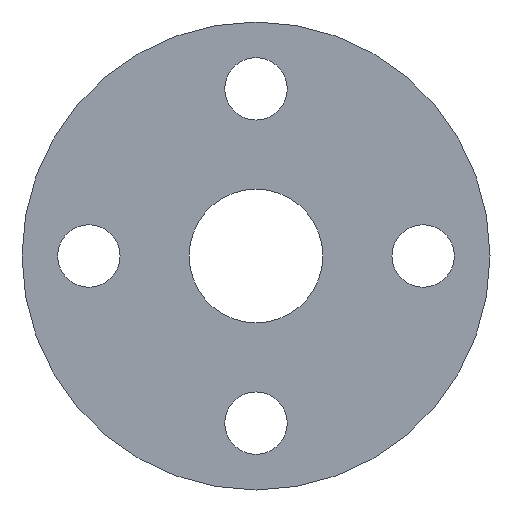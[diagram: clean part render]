
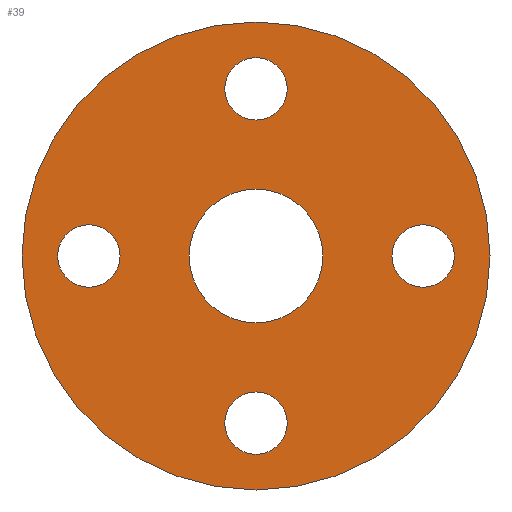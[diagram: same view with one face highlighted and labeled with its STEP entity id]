
A CAD part, front view. The second image highlights one B-rep face of the part: STEP entity #39.
In plain terms, the highlighted planar face has unit normal (0, -1, 0).
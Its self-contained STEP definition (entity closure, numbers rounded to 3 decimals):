
#5 = DIRECTION ( 'NONE',  ( 0., 1., 0. ) ) ;
#13 = DIRECTION ( 'NONE',  ( 0., -1., 0. ) ) ;
#18 = EDGE_LOOP ( 'NONE', ( #224, #398 ) ) ;
#20 = VERTEX_POINT ( 'NONE', #541 ) ;
#24 = VERTEX_POINT ( 'NONE', #458 ) ;
#31 = AXIS2_PLACEMENT_3D ( 'NONE', #329, #226, #59 ) ;
#34 = PLANE ( 'NONE',  #595 ) ;
#36 = ORIENTED_EDGE ( 'NONE', *, *, #535, .F. ) ;
#39 = ADVANCED_FACE ( 'NONE', ( #402, #221, #126, #267, #449, #132 ), #34, .T. ) ;
#40 = CARTESIAN_POINT ( 'NONE',  ( -37.5, 0., 0. ) ) ;
#41 = VERTEX_POINT ( 'NONE', #542 ) ;
#46 = DIRECTION ( 'NONE',  ( 0., 0., -1. ) ) ;
#59 = DIRECTION ( 'NONE',  ( 0., 0., 1. ) ) ;
#68 = VERTEX_POINT ( 'NONE', #162 ) ;
#74 = CARTESIAN_POINT ( 'NONE',  ( 44.5, 0., 0. ) ) ;
#76 = DIRECTION ( 'NONE',  ( 0., 1., 0. ) ) ;
#80 = ORIENTED_EDGE ( 'NONE', *, *, #254, .F. ) ;
#90 = CARTESIAN_POINT ( 'NONE',  ( -52.5, 0., 0. ) ) ;
#100 = CARTESIAN_POINT ( 'NONE',  ( 0., 0., 44.5 ) ) ;
#106 = AXIS2_PLACEMENT_3D ( 'NONE', #468, #5, #549 ) ;
#118 = DIRECTION ( 'NONE',  ( 0., -1., 0. ) ) ;
#124 = CARTESIAN_POINT ( 'NONE',  ( 0., 0., 0. ) ) ;
#126 = FACE_BOUND ( 'NONE', #396, .T. ) ;
#128 = CIRCLE ( 'NONE', #498, 7. ) ;
#130 = CIRCLE ( 'NONE', #106, 52.5 ) ;
#132 = FACE_OUTER_BOUND ( 'NONE', #172, .T. ) ;
#133 = EDGE_CURVE ( 'NONE', #20, #41, #364, .T. ) ;
#151 = DIRECTION ( 'NONE',  ( 0., -1., 0. ) ) ;
#154 = EDGE_CURVE ( 'NONE', #68, #496, #505, .T. ) ;
#162 = CARTESIAN_POINT ( 'NONE',  ( 0., 0., -30.5 ) ) ;
#172 = EDGE_LOOP ( 'NONE', ( #298, #387 ) ) ;
#173 = EDGE_CURVE ( 'NONE', #264, #585, #316, .T. ) ;
#175 = DIRECTION ( 'NONE',  ( 0., -1., 0. ) ) ;
#180 = ORIENTED_EDGE ( 'NONE', *, *, #445, .F. ) ;
#185 = DIRECTION ( 'NONE',  ( 0., -1., 0. ) ) ;
#186 = CIRCLE ( 'NONE', #31, 15. ) ;
#195 = DIRECTION ( 'NONE',  ( 0., -1., 0. ) ) ;
#199 = DIRECTION ( 'NONE',  ( 0., 0., 1. ) ) ;
#214 = CIRCLE ( 'NONE', #490, 7. ) ;
#221 = FACE_BOUND ( 'NONE', #311, .T. ) ;
#224 = ORIENTED_EDGE ( 'NONE', *, *, #320, .T. ) ;
#226 = DIRECTION ( 'NONE',  ( 0., 1., 0. ) ) ;
#231 = CARTESIAN_POINT ( 'NONE',  ( 0., 0., 37.5 ) ) ;
#234 = CIRCLE ( 'NONE', #266, 7. ) ;
#235 = DIRECTION ( 'NONE',  ( 0., 0., 1. ) ) ;
#240 = DIRECTION ( 'NONE',  ( -1., 0., 0. ) ) ;
#250 = VERTEX_POINT ( 'NONE', #74 ) ;
#251 = AXIS2_PLACEMENT_3D ( 'NONE', #124, #76, #443 ) ;
#254 = EDGE_CURVE ( 'NONE', #496, #68, #433, .T. ) ;
#261 = EDGE_LOOP ( 'NONE', ( #180, #573 ) ) ;
#262 = CARTESIAN_POINT ( 'NONE',  ( 0., 0., 15. ) ) ;
#264 = VERTEX_POINT ( 'NONE', #100 ) ;
#266 = AXIS2_PLACEMENT_3D ( 'NONE', #366, #195, #199 ) ;
#267 = FACE_BOUND ( 'NONE', #374, .T. ) ;
#276 = CARTESIAN_POINT ( 'NONE',  ( 37.5, 0., 0. ) ) ;
#288 = DIRECTION ( 'NONE',  ( 0., -1., 0. ) ) ;
#289 = AXIS2_PLACEMENT_3D ( 'NONE', #437, #464, #579 ) ;
#292 = AXIS2_PLACEMENT_3D ( 'NONE', #330, #13, #46 ) ;
#296 = DIRECTION ( 'NONE',  ( 0., 1., 0. ) ) ;
#298 = ORIENTED_EDGE ( 'NONE', *, *, #337, .F. ) ;
#299 = DIRECTION ( 'NONE',  ( 0., 0., -1. ) ) ;
#311 = EDGE_LOOP ( 'NONE', ( #379, #444 ) ) ;
#316 = CIRCLE ( 'NONE', #455, 7. ) ;
#320 = EDGE_CURVE ( 'NONE', #403, #24, #354, .T. ) ;
#322 = CARTESIAN_POINT ( 'NONE',  ( 0., 0., -44.5 ) ) ;
#329 = CARTESIAN_POINT ( 'NONE',  ( 0., 0., 0. ) ) ;
#330 = CARTESIAN_POINT ( 'NONE',  ( 0., 0., -37.5 ) ) ;
#337 = EDGE_CURVE ( 'NONE', #436, #587, #408, .T. ) ;
#353 = CARTESIAN_POINT ( 'NONE',  ( 0., 0., 0. ) ) ;
#354 = CIRCLE ( 'NONE', #384, 15. ) ;
#357 = DIRECTION ( 'NONE',  ( 0., 0., -1. ) ) ;
#364 = CIRCLE ( 'NONE', #289, 7. ) ;
#366 = CARTESIAN_POINT ( 'NONE',  ( 0., 0., 37.5 ) ) ;
#369 = AXIS2_PLACEMENT_3D ( 'NONE', #276, #151, #463 ) ;
#374 = EDGE_LOOP ( 'NONE', ( #80, #562 ) ) ;
#376 = CARTESIAN_POINT ( 'NONE',  ( 30.5, 0., 0. ) ) ;
#379 = ORIENTED_EDGE ( 'NONE', *, *, #173, .F. ) ;
#384 = AXIS2_PLACEMENT_3D ( 'NONE', #353, #296, #538 ) ;
#387 = ORIENTED_EDGE ( 'NONE', *, *, #521, .F. ) ;
#396 = EDGE_LOOP ( 'NONE', ( #567, #36 ) ) ;
#398 = ORIENTED_EDGE ( 'NONE', *, *, #474, .T. ) ;
#402 = FACE_BOUND ( 'NONE', #261, .T. ) ;
#403 = VERTEX_POINT ( 'NONE', #262 ) ;
#408 = CIRCLE ( 'NONE', #251, 52.5 ) ;
#412 = CARTESIAN_POINT ( 'NONE',  ( 0., 0., 52.5 ) ) ;
#433 = CIRCLE ( 'NONE', #509, 7. ) ;
#436 = VERTEX_POINT ( 'NONE', #412 ) ;
#437 = CARTESIAN_POINT ( 'NONE',  ( -37.5, 0., 0. ) ) ;
#441 = CARTESIAN_POINT ( 'NONE',  ( 0., 0., -37.5 ) ) ;
#443 = DIRECTION ( 'NONE',  ( 0., 0., 1. ) ) ;
#444 = ORIENTED_EDGE ( 'NONE', *, *, #494, .F. ) ;
#445 = EDGE_CURVE ( 'NONE', #41, #20, #128, .T. ) ;
#449 = FACE_BOUND ( 'NONE', #18, .T. ) ;
#455 = AXIS2_PLACEMENT_3D ( 'NONE', #231, #288, #235 ) ;
#456 = CARTESIAN_POINT ( 'NONE',  ( 0., 0., 30.5 ) ) ;
#458 = CARTESIAN_POINT ( 'NONE',  ( 0., 0., -15. ) ) ;
#463 = DIRECTION ( 'NONE',  ( 1., 0., 0. ) ) ;
#464 = DIRECTION ( 'NONE',  ( 0., -1., 0. ) ) ;
#467 = CIRCLE ( 'NONE', #369, 7. ) ;
#468 = CARTESIAN_POINT ( 'NONE',  ( 0., 0., 0. ) ) ;
#471 = DIRECTION ( 'NONE',  ( 0., -1., 0. ) ) ;
#474 = EDGE_CURVE ( 'NONE', #24, #403, #186, .T. ) ;
#483 = VERTEX_POINT ( 'NONE', #376 ) ;
#490 = AXIS2_PLACEMENT_3D ( 'NONE', #565, #471, #570 ) ;
#494 = EDGE_CURVE ( 'NONE', #585, #264, #234, .T. ) ;
#496 = VERTEX_POINT ( 'NONE', #322 ) ;
#498 = AXIS2_PLACEMENT_3D ( 'NONE', #40, #185, #240 ) ;
#505 = CIRCLE ( 'NONE', #292, 7. ) ;
#509 = AXIS2_PLACEMENT_3D ( 'NONE', #441, #118, #299 ) ;
#510 = EDGE_CURVE ( 'NONE', #250, #483, #467, .T. ) ;
#521 = EDGE_CURVE ( 'NONE', #587, #436, #130, .T. ) ;
#535 = EDGE_CURVE ( 'NONE', #483, #250, #214, .T. ) ;
#538 = DIRECTION ( 'NONE',  ( 0., 0., 1. ) ) ;
#541 = CARTESIAN_POINT ( 'NONE',  ( -30.5, 0., 0. ) ) ;
#542 = CARTESIAN_POINT ( 'NONE',  ( -44.5, 0., 0. ) ) ;
#549 = DIRECTION ( 'NONE',  ( 0., 0., 1. ) ) ;
#562 = ORIENTED_EDGE ( 'NONE', *, *, #154, .F. ) ;
#565 = CARTESIAN_POINT ( 'NONE',  ( 37.5, 0., 0. ) ) ;
#567 = ORIENTED_EDGE ( 'NONE', *, *, #510, .F. ) ;
#570 = DIRECTION ( 'NONE',  ( 1., 0., 0. ) ) ;
#573 = ORIENTED_EDGE ( 'NONE', *, *, #133, .F. ) ;
#579 = DIRECTION ( 'NONE',  ( -1., 0., 0. ) ) ;
#585 = VERTEX_POINT ( 'NONE', #456 ) ;
#587 = VERTEX_POINT ( 'NONE', #591 ) ;
#591 = CARTESIAN_POINT ( 'NONE',  ( 0., 0., -52.5 ) ) ;
#595 = AXIS2_PLACEMENT_3D ( 'NONE', #90, #175, #357 ) ;
